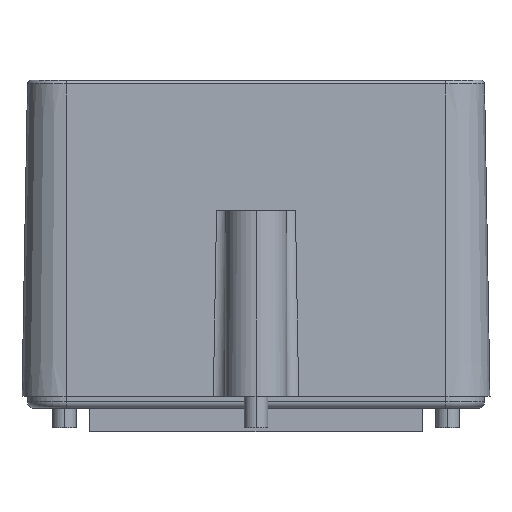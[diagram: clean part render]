
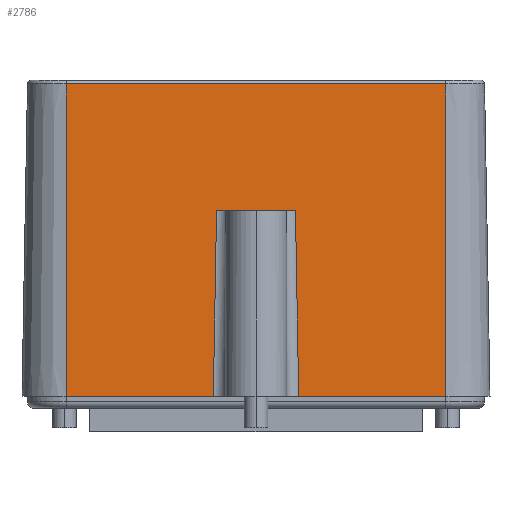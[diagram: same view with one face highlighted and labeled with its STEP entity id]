
A CAD part, front view. The second image highlights one B-rep face of the part: STEP entity #2786.
In plain terms, the highlighted planar face has unit normal (0, -1, 0.018).
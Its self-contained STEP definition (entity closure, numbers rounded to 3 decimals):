
#2731=AXIS2_PLACEMENT_3D('Plane Axis2P3D',#2728,#2729,#2730) ;
#1962=CARTESIAN_POINT('Vertex',(53.6,7.,4.5)) ;
#1965=CARTESIAN_POINT('Line Origine',(44.3,7.,4.5)) ;
#1969=CARTESIAN_POINT('Vertex',(35.,7.,4.5)) ;
#2035=CARTESIAN_POINT('Vertex',(24.2,7.,4.5)) ;
#2038=CARTESIAN_POINT('Line Origine',(14.9,7.,4.5)) ;
#2042=CARTESIAN_POINT('Vertex',(5.6,7.,4.5)) ;
#2713=CARTESIAN_POINT('Vertex',(53.6,7.69,44.009)) ;
#2716=CARTESIAN_POINT('Line Origine',(53.6,7.349,24.5)) ;
#2728=CARTESIAN_POINT('Axis2P3D Location',(59.2,7.,4.5)) ;
#2733=CARTESIAN_POINT('Line Origine',(29.6,7.69,44.009)) ;
#2737=CARTESIAN_POINT('Vertex',(5.6,7.69,44.009)) ;
#2740=CARTESIAN_POINT('Line Origine',(5.6,7.349,24.5)) ;
#2746=CARTESIAN_POINT('Control Point',(24.61,7.41,28.)) ;
#2747=CARTESIAN_POINT('Control Point',(24.2,7.,4.5)) ;
#2748=CARTESIAN_POINT('Vertex',(24.61,7.41,28.)) ;
#2752=CARTESIAN_POINT('Control Point',(26.11,7.41,28.)) ;
#2753=CARTESIAN_POINT('Control Point',(24.61,7.41,28.)) ;
#2754=CARTESIAN_POINT('Vertex',(26.11,7.41,28.)) ;
#2757=CARTESIAN_POINT('Line Origine',(29.6,7.41,28.)) ;
#2761=CARTESIAN_POINT('Vertex',(33.09,7.41,28.)) ;
#2765=CARTESIAN_POINT('Control Point',(34.59,7.41,28.)) ;
#2766=CARTESIAN_POINT('Control Point',(33.09,7.41,28.)) ;
#2767=CARTESIAN_POINT('Vertex',(34.59,7.41,28.)) ;
#2771=CARTESIAN_POINT('Control Point',(34.59,7.41,28.)) ;
#2772=CARTESIAN_POINT('Control Point',(35.,7.,4.5)) ;
#1966=DIRECTION('Vector Direction',(-1.,0.,0.)) ;
#2039=DIRECTION('Vector Direction',(-1.,0.,0.)) ;
#2717=DIRECTION('Vector Direction',(0.,-0.017,-1.)) ;
#2729=DIRECTION('Axis2P3D Direction',(0.,-1.,0.017)) ;
#2730=DIRECTION('Axis2P3D XDirection',(-1.,0.,0.)) ;
#2734=DIRECTION('Vector Direction',(-1.,0.,0.)) ;
#2741=DIRECTION('Vector Direction',(0.,-0.017,-1.)) ;
#2758=DIRECTION('Vector Direction',(-1.,0.,0.)) ;
#1967=VECTOR('Line Direction',#1966,1.) ;
#2040=VECTOR('Line Direction',#2039,1.) ;
#2718=VECTOR('Line Direction',#2717,1.) ;
#2735=VECTOR('Line Direction',#2734,1.) ;
#2742=VECTOR('Line Direction',#2741,1.) ;
#2759=VECTOR('Line Direction',#2758,1.) ;
#2775=ORIENTED_EDGE('',*,*,#1971,.F.) ;
#2776=ORIENTED_EDGE('',*,*,#2720,.T.) ;
#2777=ORIENTED_EDGE('',*,*,#2739,.F.) ;
#2778=ORIENTED_EDGE('',*,*,#2744,.F.) ;
#2779=ORIENTED_EDGE('',*,*,#2044,.F.) ;
#2780=ORIENTED_EDGE('',*,*,#2750,.F.) ;
#2781=ORIENTED_EDGE('',*,*,#2756,.T.) ;
#2782=ORIENTED_EDGE('',*,*,#2763,.T.) ;
#2783=ORIENTED_EDGE('',*,*,#2769,.T.) ;
#2784=ORIENTED_EDGE('',*,*,#2773,.T.) ;
#2786=ADVANCED_FACE('Hauptk\X2\00F6\X0\rper',(#2785),#2732,.T.) ;
#2745=B_SPLINE_CURVE_WITH_KNOTS('',1,(#2746,#2747),.UNSPECIFIED.,.F.,.U.,(2,2),(-3.747,19.76),.UNSPECIFIED.) ;
#2751=B_SPLINE_CURVE_WITH_KNOTS('',1,(#2752,#2753),.UNSPECIFIED.,.F.,.U.,(2,2),(-0.75,0.75),.UNSPECIFIED.) ;
#2764=B_SPLINE_CURVE_WITH_KNOTS('',1,(#2765,#2766),.UNSPECIFIED.,.F.,.U.,(2,2),(-0.75,0.75),.UNSPECIFIED.) ;
#2770=B_SPLINE_CURVE_WITH_KNOTS('',1,(#2771,#2772),.UNSPECIFIED.,.F.,.U.,(2,2),(-3.747,19.76),.UNSPECIFIED.) ;
#1971=EDGE_CURVE('',#1963,#1970,#1968,.T.) ;
#2044=EDGE_CURVE('',#2036,#2043,#2041,.T.) ;
#2720=EDGE_CURVE('',#1963,#2714,#2719,.F.) ;
#2739=EDGE_CURVE('',#2738,#2714,#2736,.F.) ;
#2744=EDGE_CURVE('',#2043,#2738,#2743,.F.) ;
#2750=EDGE_CURVE('',#2749,#2036,#2745,.T.) ;
#2756=EDGE_CURVE('',#2749,#2755,#2751,.F.) ;
#2763=EDGE_CURVE('',#2755,#2762,#2760,.F.) ;
#2769=EDGE_CURVE('',#2762,#2768,#2764,.F.) ;
#2773=EDGE_CURVE('',#2768,#1970,#2770,.T.) ;
#2774=EDGE_LOOP('',(#2775,#2776,#2777,#2778,#2779,#2780,#2781,#2782,#2783,#2784)) ;
#2785=FACE_OUTER_BOUND('',#2774,.T.) ;
#1968=LINE('Line',#1965,#1967) ;
#2041=LINE('Line',#2038,#2040) ;
#2719=LINE('Line',#2716,#2718) ;
#2736=LINE('Line',#2733,#2735) ;
#2743=LINE('Line',#2740,#2742) ;
#2760=LINE('Line',#2757,#2759) ;
#2732=PLANE('',#2731) ;
#1963=VERTEX_POINT('',#1962) ;
#1970=VERTEX_POINT('',#1969) ;
#2036=VERTEX_POINT('',#2035) ;
#2043=VERTEX_POINT('',#2042) ;
#2714=VERTEX_POINT('',#2713) ;
#2738=VERTEX_POINT('',#2737) ;
#2749=VERTEX_POINT('',#2748) ;
#2755=VERTEX_POINT('',#2754) ;
#2762=VERTEX_POINT('',#2761) ;
#2768=VERTEX_POINT('',#2767) ;
